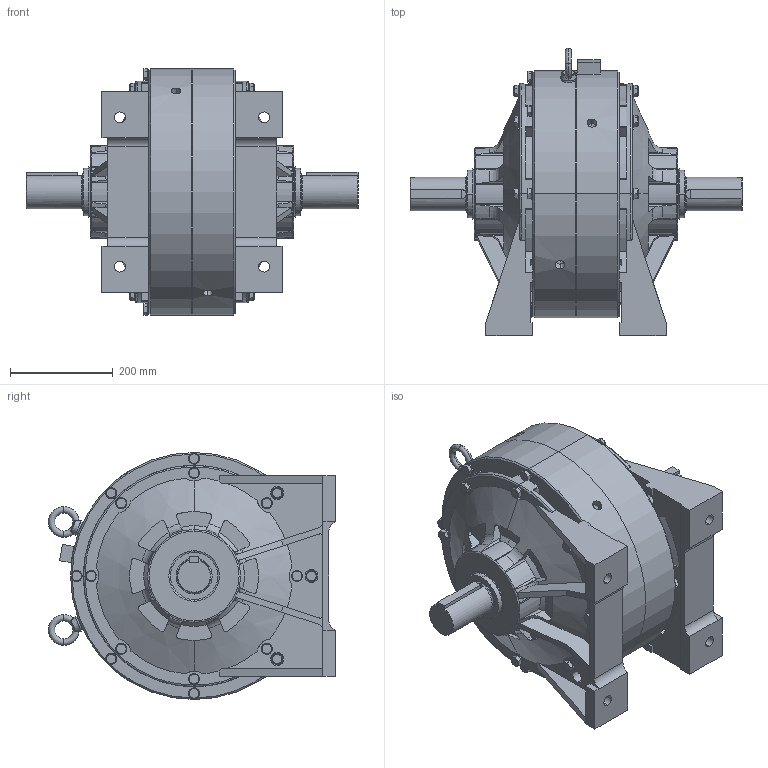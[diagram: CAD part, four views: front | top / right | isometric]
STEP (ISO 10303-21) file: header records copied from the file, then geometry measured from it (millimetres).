
FILE_DESCRIPTION (( 'STEP AP203' ), '1' );
FILE_NAME ('YPP616702.STEP', '2020-12-25T01:06:53', ( '' ), ( '' ), 'SwSTEP 2.0', 'SolidWorks 2016', '' );
FILE_SCHEMA (( 'CONFIG_CONTROL_DESIGN' ));
Products named in the file (1): YPP616702
Bounding box: 645 x 558.14 x 480 mm (x, y, z)
Volume: 48839414.6 mm3; surface area: 1778350.1 mm2
Topology: 59 solids, 59 shells, 1056 faces, 2734 edges, 1768 vertices
Faces by surface type: plane 457, cylinder 397, cone 156, torus 46
Entity records: 36975 total; most frequent: CARTESIAN_POINT 11555, ORIENTED_EDGE 5388, DIRECTION 5116, EDGE_CURVE 2694, AXIS2_PLACEMENT_3D 1949, VERTEX_POINT 1768, LINE 1218, VECTOR 1218
